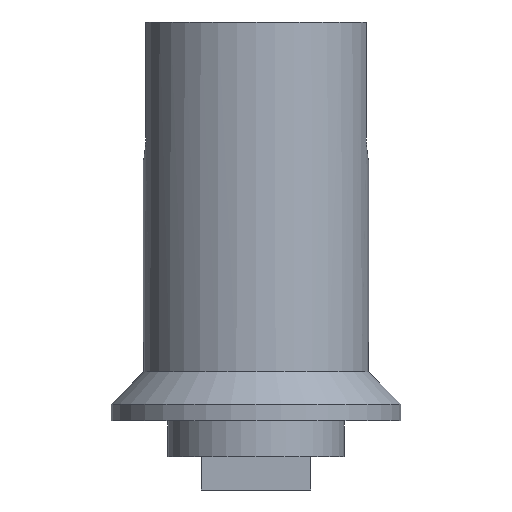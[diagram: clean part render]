
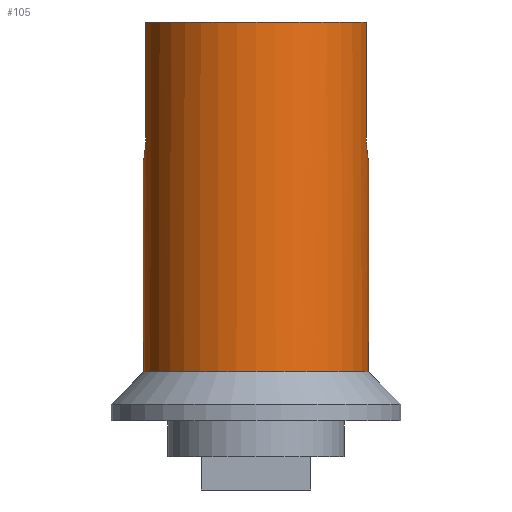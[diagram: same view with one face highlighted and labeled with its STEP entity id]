
A CAD part, front view. The second image highlights one B-rep face of the part: STEP entity #105.
In plain terms, the highlighted cylindrical face has radius 5.05 mm (diameter 10.1 mm), a partial arc.
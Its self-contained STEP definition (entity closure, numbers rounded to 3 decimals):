
#105=ADVANCED_FACE('',(#217),#218,.T.);
#217=FACE_OUTER_BOUND('',#332,.T.);
#218=CYLINDRICAL_SURFACE('',#333,5.05);
#332=EDGE_LOOP('',(#568,#569,#570,#571,#572,#573,#574,#575));
#333=AXIS2_PLACEMENT_3D('',#576,#577,#578);
#568=ORIENTED_EDGE('',*,*,#715,.F.);
#569=ORIENTED_EDGE('',*,*,#752,.T.);
#570=ORIENTED_EDGE('',*,*,#720,.F.);
#571=ORIENTED_EDGE('',*,*,#762,.F.);
#572=ORIENTED_EDGE('',*,*,#763,.F.);
#573=ORIENTED_EDGE('',*,*,#731,.F.);
#574=ORIENTED_EDGE('',*,*,#706,.F.);
#575=ORIENTED_EDGE('',*,*,#764,.F.);
#576=CARTESIAN_POINT('',(0.0,0.0,19.5));
#577=DIRECTION('',(0.0,-0.0,1.0));
#578=DIRECTION('',(-1.0,0.0,0.0));
#706=EDGE_CURVE('',#848,#842,#850,.F.);
#715=EDGE_CURVE('',#861,#862,#863,.T.);
#720=EDGE_CURVE('',#804,#871,#872,.T.);
#731=EDGE_CURVE('',#842,#881,#885,.T.);
#752=EDGE_CURVE('',#861,#871,#916,.T.);
#762=EDGE_CURVE('',#926,#804,#927,.T.);
#763=EDGE_CURVE('',#881,#926,#928,.T.);
#764=EDGE_CURVE('',#862,#848,#929,.T.);
#804=VERTEX_POINT('',#979);
#842=VERTEX_POINT('',#1058);
#848=VERTEX_POINT('',#1069);
#850=LINE('',#1072,#1073);
#861=VERTEX_POINT('',#1088);
#862=VERTEX_POINT('',#1089);
#863=LINE('',#1090,#1091);
#871=VERTEX_POINT('',#1118);
#872=LINE('',#1119,#1120);
#881=VERTEX_POINT('',#1131);
#885=CIRCLE('',#1136,5.05);
#916=CIRCLE('',#1220,5.05);
#926=VERTEX_POINT('',#1231);
#927=B_SPLINE_CURVE_WITH_KNOTS('',3,(#1232,#1233,#1234,#1235,#1236,#1237,#1238,#1239,#1240,#1241,#1242,#1243,#1244,#1245,#1246,#1247,#1248,#1249),.UNSPECIFIED.,.F.,.F.,(4,2,2,2,2,2,2,2,4),(0.0,0.,0.001,0.001,0.002,0.002,0.002,0.003,0.003),.UNSPECIFIED.);
#928=LINE('',#1250,#1251);
#929=B_SPLINE_CURVE_WITH_KNOTS('',3,(#1252,#1253,#1254,#1255,#1256,#1257,#1258,#1259,#1260,#1261,#1262,#1263,#1264,#1265,#1266,#1267,#1268,#1269),.UNSPECIFIED.,.F.,.F.,(4,2,2,2,2,2,2,2,4),(0.0,0.,0.001,0.001,0.002,0.002,0.002,0.003,0.003),.UNSPECIFIED.);
#979=CARTESIAN_POINT('',(5.05,0.,14.8));
#1058=CARTESIAN_POINT('',(-4.95,-1.0,21.0));
#1069=CARTESIAN_POINT('',(-4.95,-1.0,15.8));
#1072=CARTESIAN_POINT('',(-4.95,-1.0,19.5));
#1073=VECTOR('',#1338,1000.0);
#1088=CARTESIAN_POINT('',(-5.05,0.,5.3));
#1089=CARTESIAN_POINT('',(-5.05,0.,14.8));
#1090=CARTESIAN_POINT('',(-5.05,0.,19.5));
#1091=VECTOR('',#1346,1.0);
#1118=CARTESIAN_POINT('',(5.05,0.0,5.3));
#1119=CARTESIAN_POINT('',(5.05,0.,19.5));
#1120=VECTOR('',#1352,1.0);
#1131=CARTESIAN_POINT('',(4.95,-1.0,21.0));
#1136=AXIS2_PLACEMENT_3D('',#1365,#1366,#1367);
#1220=AXIS2_PLACEMENT_3D('',#1391,#1392,#1393);
#1231=CARTESIAN_POINT('',(4.95,-1.0,15.8));
#1232=CARTESIAN_POINT('',(4.95,-1.0,15.8));
#1233=CARTESIAN_POINT('',(4.95,-1.0,15.668));
#1234=CARTESIAN_POINT('',(4.955,-0.974,15.538));
#1235=CARTESIAN_POINT('',(4.974,-0.873,15.296));
#1236=CARTESIAN_POINT('',(4.987,-0.799,15.185));
#1237=CARTESIAN_POINT('',(5.013,-0.615,15.001));
#1238=CARTESIAN_POINT('',(5.026,-0.504,14.927));
#1239=CARTESIAN_POINT('',(5.045,-0.263,14.827));
#1240=CARTESIAN_POINT('',(5.05,-0.132,14.8));
#1241=CARTESIAN_POINT('',(5.05,0.13,14.8));
#1242=CARTESIAN_POINT('',(5.045,0.261,14.826));
#1243=CARTESIAN_POINT('',(5.026,0.504,14.926));
#1244=CARTESIAN_POINT('',(5.013,0.614,15.));
#1245=CARTESIAN_POINT('',(4.987,0.8,15.186));
#1246=CARTESIAN_POINT('',(4.974,0.873,15.296));
#1247=CARTESIAN_POINT('',(4.956,0.974,15.537));
#1248=CARTESIAN_POINT('',(4.95,1.0,15.668));
#1249=CARTESIAN_POINT('',(4.95,1.0,15.8));
#1250=CARTESIAN_POINT('',(4.95,-1.0,19.5));
#1251=VECTOR('',#1404,1000.0);
#1252=CARTESIAN_POINT('',(-4.95,1.0,15.8));
#1253=CARTESIAN_POINT('',(-4.95,1.0,15.668));
#1254=CARTESIAN_POINT('',(-4.955,0.974,15.538));
#1255=CARTESIAN_POINT('',(-4.974,0.873,15.296));
#1256=CARTESIAN_POINT('',(-4.987,0.799,15.185));
#1257=CARTESIAN_POINT('',(-5.013,0.615,15.001));
#1258=CARTESIAN_POINT('',(-5.026,0.504,14.927));
#1259=CARTESIAN_POINT('',(-5.045,0.263,14.827));
#1260=CARTESIAN_POINT('',(-5.05,0.132,14.8));
#1261=CARTESIAN_POINT('',(-5.05,-0.13,14.8));
#1262=CARTESIAN_POINT('',(-5.045,-0.261,14.826));
#1263=CARTESIAN_POINT('',(-5.026,-0.504,14.926));
#1264=CARTESIAN_POINT('',(-5.013,-0.614,15.));
#1265=CARTESIAN_POINT('',(-4.987,-0.8,15.186));
#1266=CARTESIAN_POINT('',(-4.974,-0.873,15.296));
#1267=CARTESIAN_POINT('',(-4.956,-0.974,15.537));
#1268=CARTESIAN_POINT('',(-4.95,-1.0,15.668));
#1269=CARTESIAN_POINT('',(-4.95,-1.0,15.8));
#1338=DIRECTION('',(0.0,0.0,-1.0));
#1346=DIRECTION('',(0.0,-0.0,1.0));
#1352=DIRECTION('',(0.0,-0.0,-1.0));
#1365=CARTESIAN_POINT('',(0.0,0.0,21.0));
#1366=DIRECTION('',(0.0,0.0,1.0));
#1367=DIRECTION('',(1.0,0.0,0.0));
#1391=CARTESIAN_POINT('',(0.0,0.0,5.3));
#1392=DIRECTION('',(0.0,0.0,1.0));
#1393=DIRECTION('',(1.0,0.0,0.0));
#1404=DIRECTION('',(0.0,0.0,-1.0));
